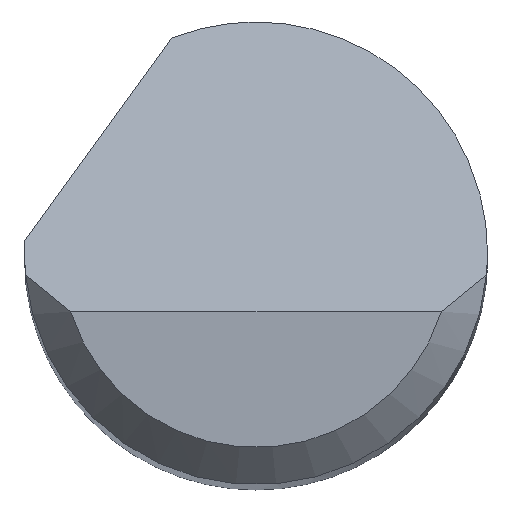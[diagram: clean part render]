
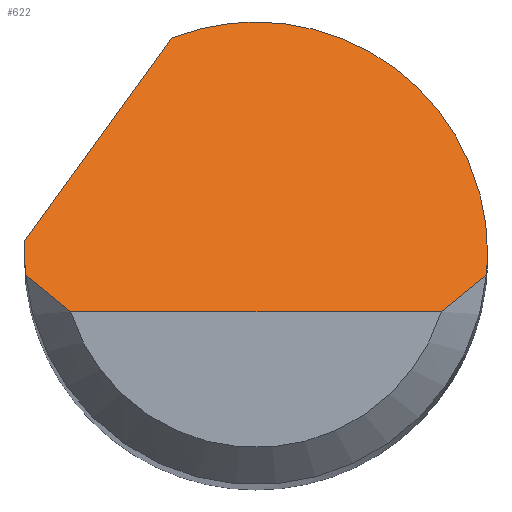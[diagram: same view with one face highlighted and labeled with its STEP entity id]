
A CAD part, top view. The second image highlights one B-rep face of the part: STEP entity #622.
In plain terms, the highlighted planar face has unit normal (0, 0.707, 0.707).
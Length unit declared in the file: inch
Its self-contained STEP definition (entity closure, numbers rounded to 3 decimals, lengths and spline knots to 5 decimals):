
#13 = EDGE_LOOP ( 'NONE', ( #252, #43, #277, #326, #33, #495, #243, #141 ) ) ;
#19 = EDGE_CURVE ( 'NONE', #158, #587, #198, .T. ) ;
#20 =( BOUNDED_CURVE ( )  B_SPLINE_CURVE ( 3, ( #182, #387, #236, #334 ),
 .UNSPECIFIED., .F., .T. ) 
 B_SPLINE_CURVE_WITH_KNOTS ( ( 4, 4 ),
 ( 4.71239, 4.76575 ),
 .UNSPECIFIED. ) 
 CURVE ( )  GEOMETRIC_REPRESENTATION_ITEM ( )  RATIONAL_B_SPLINE_CURVE ( ( 1., 1., 1., 1. ) ) 
 REPRESENTATION_ITEM ( '' )  );
#32 = FACE_OUTER_BOUND ( 'NONE', #13, .T. ) ;
#33 = ORIENTED_EDGE ( 'NONE', *, *, #311, .F. ) ;
#43 = ORIENTED_EDGE ( 'NONE', *, *, #631, .T. ) ;
#45 = CARTESIAN_POINT ( 'NONE',  ( 0.09375, 0., 1.97625 ) ) ;
#73 = DIRECTION ( 'NONE',  ( 0., 0.707, -0.707 ) ) ;
#91 = CARTESIAN_POINT ( 'NONE',  ( -0.09375, -0.00292, 1.97917 ) ) ;
#116 = DIRECTION ( 'NONE',  ( 1., 0., 0. ) ) ;
#119 = CARTESIAN_POINT ( 'NONE',  ( 0.09334, -0.00875, 1.985 ) ) ;
#133 = VERTEX_POINT ( 'NONE', #273 ) ;
#135 = VERTEX_POINT ( 'NONE', #582 ) ;
#141 = ORIENTED_EDGE ( 'NONE', *, *, #285, .T. ) ;
#146 =( BOUNDED_CURVE ( )  B_SPLINE_CURVE ( 3, ( #380, #586, #642, #119 ),
 .UNSPECIFIED., .F., .T. ) 
 B_SPLINE_CURVE_WITH_KNOTS ( ( 4, 4 ),
 ( 1.5708, 1.66427 ),
 .UNSPECIFIED. ) 
 CURVE ( )  GEOMETRIC_REPRESENTATION_ITEM ( )  RATIONAL_B_SPLINE_CURVE ( ( 1., 0.999, 0.999, 1. ) ) 
 REPRESENTATION_ITEM ( '' )  );
#158 = VERTEX_POINT ( 'NONE', #594 ) ;
#166 = EDGE_CURVE ( 'NONE', #133, #448, #291, .T. ) ;
#182 = CARTESIAN_POINT ( 'NONE',  ( -0.09375, 0., 1.97625 ) ) ;
#190 = VECTOR ( 'NONE', #527, 39.37008 ) ;
#198 =( BOUNDED_CURVE ( )  B_SPLINE_CURVE ( 3, ( #569, #623, #91, #626 ),
 .UNSPECIFIED., .F., .T. ) 
 B_SPLINE_CURVE_WITH_KNOTS ( ( 4, 4 ),
 ( 4.61892, 4.71239 ),
 .UNSPECIFIED. ) 
 CURVE ( )  GEOMETRIC_REPRESENTATION_ITEM ( )  RATIONAL_B_SPLINE_CURVE ( ( 1., 0.999, 0.999, 1. ) ) 
 REPRESENTATION_ITEM ( '' )  );
#221 = AXIS2_PLACEMENT_3D ( 'NONE', #438, #449, #73 ) ;
#236 = CARTESIAN_POINT ( 'NONE',  ( -0.09371, 0.00333, 1.97292 ) ) ;
#239 = VERTEX_POINT ( 'NONE', #288 ) ;
#243 = ORIENTED_EDGE ( 'NONE', *, *, #19, .F. ) ;
#248 = CARTESIAN_POINT ( 'NONE',  ( 0.07508, -0.02375, 2. ) ) ;
#252 = ORIENTED_EDGE ( 'NONE', *, *, #166, .T. ) ;
#257 = CARTESIAN_POINT ( 'NONE',  ( 0.03379, 0.11369, 1.86256 ) ) ;
#273 = CARTESIAN_POINT ( 'NONE',  ( -0.07508, -0.02375, 2. ) ) ;
#277 = ORIENTED_EDGE ( 'NONE', *, *, #516, .F. ) ;
#285 = EDGE_CURVE ( 'NONE', #158, #133, #349, .T. ) ;
#287 = PLANE ( 'NONE',  #221 ) ;
#288 = CARTESIAN_POINT ( 'NONE',  ( 0.09334, -0.00875, 1.985 ) ) ;
#291 = LINE ( 'NONE', #446, #434 ) ;
#308 = CARTESIAN_POINT ( 'NONE',  ( -0.09334, -0.00875, 1.985 ) ) ;
#311 = EDGE_CURVE ( 'NONE', #338, #135, #562, .T. ) ;
#326 = ORIENTED_EDGE ( 'NONE', *, *, #417, .F. ) ;
#334 = CARTESIAN_POINT ( 'NONE',  ( -0.09362, 0.005, 1.97125 ) ) ;
#338 = VERTEX_POINT ( 'NONE', #363 ) ;
#342 = CARTESIAN_POINT ( 'NONE',  ( 0.09334, -0.00875, 1.985 ) ) ;
#349 = B_SPLINE_CURVE_WITH_KNOTS ( 'NONE', 3,
 ( #308, #410, #472, #571 ),
 .UNSPECIFIED., .F., .F.,
 ( 4, 4 ),
 ( 0., 0.00071 ),
 .UNSPECIFIED. ) ;
#363 = CARTESIAN_POINT ( 'NONE',  ( -0.09362, 0.005, 1.97125 ) ) ;
#380 = CARTESIAN_POINT ( 'NONE',  ( 0.09375, 0., 1.97625 ) ) ;
#387 = CARTESIAN_POINT ( 'NONE',  ( -0.09375, 0.00167, 1.97458 ) ) ;
#397 = B_SPLINE_CURVE_WITH_KNOTS ( 'NONE', 3,
 ( #248, #656, #549, #342 ),
 .UNSPECIFIED., .F., .F.,
 ( 4, 4 ),
 ( 0., 0.00071 ),
 .UNSPECIFIED. ) ;
#410 = CARTESIAN_POINT ( 'NONE',  ( -0.08761, -0.01397, 1.99022 ) ) ;
#417 = EDGE_CURVE ( 'NONE', #135, #645, #474, .T. ) ;
#434 = VECTOR ( 'NONE', #116, 39.37008 ) ;
#438 = CARTESIAN_POINT ( 'NONE',  ( -0.09375, -0.02375, 2. ) ) ;
#446 = CARTESIAN_POINT ( 'NONE',  ( 0., -0.02375, 2. ) ) ;
#448 = VERTEX_POINT ( 'NONE', #518 ) ;
#449 = DIRECTION ( 'NONE',  ( 0., -0.707, -0.707 ) ) ;
#472 = CARTESIAN_POINT ( 'NONE',  ( -0.08157, -0.019, 1.99525 ) ) ;
#474 =( BOUNDED_CURVE ( )  B_SPLINE_CURVE ( 3, ( #521, #257, #574, #45 ),
 .UNSPECIFIED., .F., .T. ) 
 B_SPLINE_CURVE_WITH_KNOTS ( ( 4, 4 ),
 ( 5.91277, 7.85398 ),
 .UNSPECIFIED. ) 
 CURVE ( )  GEOMETRIC_REPRESENTATION_ITEM ( )  RATIONAL_B_SPLINE_CURVE ( ( 1., 0.71, 0.71, 1. ) ) 
 REPRESENTATION_ITEM ( '' )  );
#495 = ORIENTED_EDGE ( 'NONE', *, *, #650, .F. ) ;
#516 = EDGE_CURVE ( 'NONE', #645, #239, #146, .T. ) ;
#518 = CARTESIAN_POINT ( 'NONE',  ( 0.07508, -0.02375, 2. ) ) ;
#521 = CARTESIAN_POINT ( 'NONE',  ( -0.03394, 0.08739, 1.88886 ) ) ;
#527 = DIRECTION ( 'NONE',  ( 0.456, 0.629, -0.629 ) ) ;
#549 = CARTESIAN_POINT ( 'NONE',  ( 0.08761, -0.01397, 1.99022 ) ) ;
#562 = LINE ( 'NONE', #613, #190 ) ;
#569 = CARTESIAN_POINT ( 'NONE',  ( -0.09334, -0.00875, 1.985 ) ) ;
#571 = CARTESIAN_POINT ( 'NONE',  ( -0.07508, -0.02375, 2. ) ) ;
#574 = CARTESIAN_POINT ( 'NONE',  ( 0.09375, 0.07266, 1.90359 ) ) ;
#582 = CARTESIAN_POINT ( 'NONE',  ( -0.03394, 0.08739, 1.88886 ) ) ;
#586 = CARTESIAN_POINT ( 'NONE',  ( 0.09375, -0.00292, 1.97917 ) ) ;
#587 = VERTEX_POINT ( 'NONE', #600 ) ;
#594 = CARTESIAN_POINT ( 'NONE',  ( -0.09334, -0.00875, 1.985 ) ) ;
#600 = CARTESIAN_POINT ( 'NONE',  ( -0.09375, 0., 1.97625 ) ) ;
#613 = CARTESIAN_POINT ( 'NONE',  ( -0.11014, -0.01781, 1.99406 ) ) ;
#622 = ADVANCED_FACE ( 'NONE', ( #32 ), #287, .F. ) ;
#623 = CARTESIAN_POINT ( 'NONE',  ( -0.09361, -0.00584, 1.98209 ) ) ;
#626 = CARTESIAN_POINT ( 'NONE',  ( -0.09375, 0., 1.97625 ) ) ;
#631 = EDGE_CURVE ( 'NONE', #448, #239, #397, .T. ) ;
#642 = CARTESIAN_POINT ( 'NONE',  ( 0.09361, -0.00584, 1.98209 ) ) ;
#645 = VERTEX_POINT ( 'NONE', #658 ) ;
#650 = EDGE_CURVE ( 'NONE', #587, #338, #20, .T. ) ;
#656 = CARTESIAN_POINT ( 'NONE',  ( 0.08157, -0.019, 1.99525 ) ) ;
#658 = CARTESIAN_POINT ( 'NONE',  ( 0.09375, 0., 1.97625 ) ) ;
